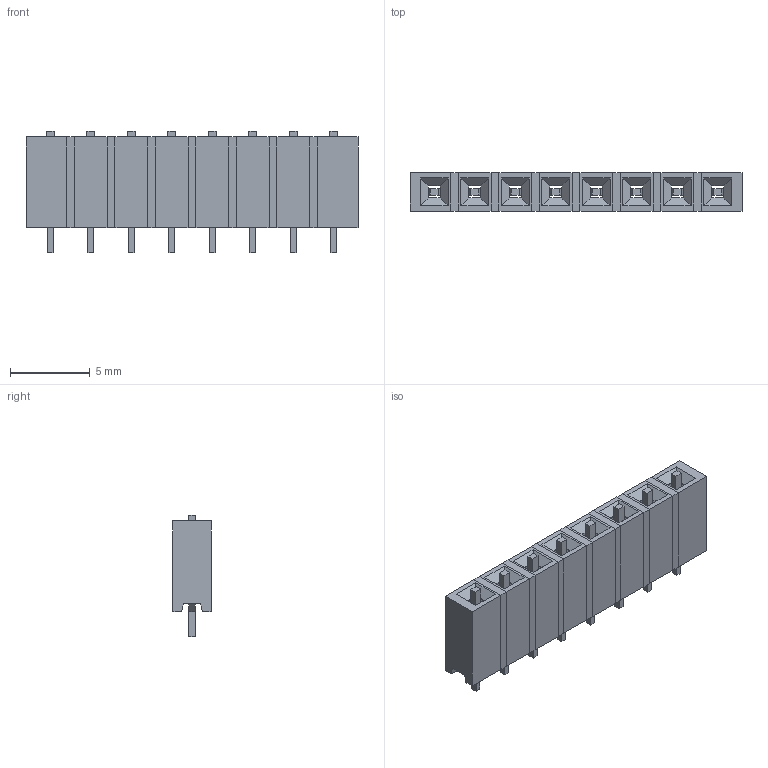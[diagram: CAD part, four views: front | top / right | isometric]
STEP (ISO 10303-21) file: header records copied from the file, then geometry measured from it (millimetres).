
FILE_DESCRIPTION(('FreeCAD Model'),'2;1');
FILE_NAME('pins-flip-align-08.step','2016-09-12T16:30:39',( 'Author'),(''),'Open CASCADE STEP processor 6.8','FreeCAD','Unknown' );
FILE_SCHEMA(('AUTOMOTIVE_DESIGN_CC2 { 1 2 10303 214 -1 1 5 4 }'));
Length unit declared in the file: millimetre
Products named in the file (2): ASSEMBLY; pins-flip-align-08
Assembly tree (1 placements, depth 2):
  ASSEMBLY
    pins-flip-align-08
Bounding box: 20.82 x 2.4 x 7.65 mm (x, y, z)
Volume: 226.1 mm3; surface area: 766.4 mm2
Topology: 1 solids, 1 shells, 410 faces, 1096 edges, 672 vertices
Faces by surface type: plane 410
Entity records: 29485 total; most frequent: CARTESIAN_POINT 4372, DIRECTION 4112, LINE 3288, VECTOR 3288, ORIENTED_EDGE 2192, PCURVE 2192, DEFINITIONAL_REPRESENTATION 2192, EDGE_CURVE 1096
